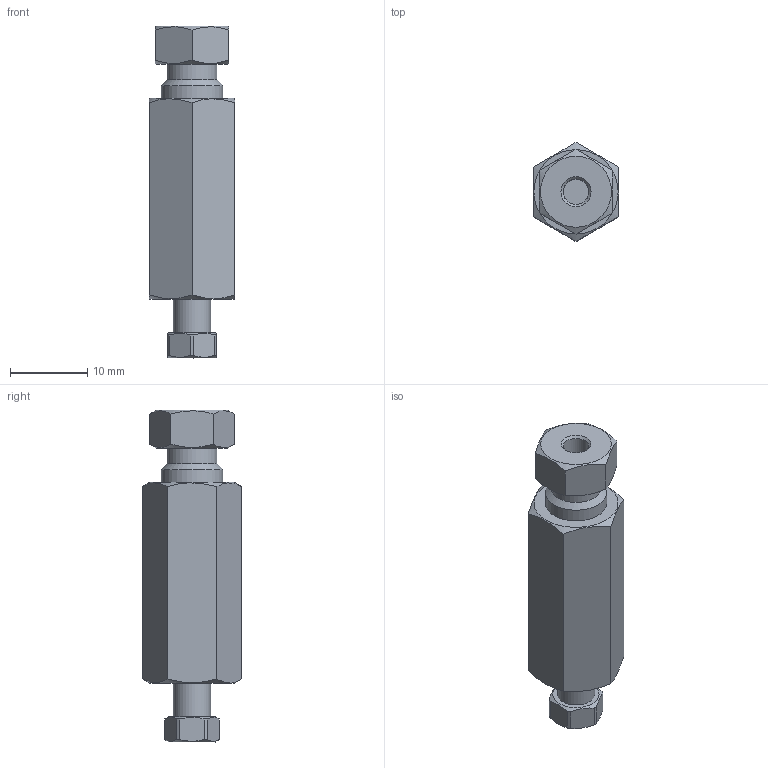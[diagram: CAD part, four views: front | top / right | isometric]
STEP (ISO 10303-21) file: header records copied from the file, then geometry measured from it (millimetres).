
FILE_DESCRIPTION((''),'2;1');
FILE_NAME('305249-CEF211.0 Internal column end fitting.stp','2013-08-21T15:34:38',('Franzp'),(''),'Autodesk Inventor 2013','Autodesk Inventor 2013','');
FILE_SCHEMA(('AUTOMOTIVE_DESIGN { 1 0 10303 214 1 1 1 1 }'));
Length unit declared in the file: millimetre
Products named in the file (1): 305249_Shrinkwrap_1
Bounding box: 11.11 x 12.83 x 43.03 mm (x, y, z)
Surface area: 2056.7 mm2 (no closed solid volume)
Topology: 0 solids, 5 shells, 46 faces, 114 edges, 75 vertices
Faces by surface type: plane 25, cylinder 11, cone 10
Full cylindrical faces by diameter (mm): 1.727 x1, 3.3 x1, 4.826 x1, 6.477 x1, 7.938 x1
Entity records: 1310 total; most frequent: CARTESIAN_POINT 285, DIRECTION 188, ORIENTED_EDGE 181, EDGE_CURVE 95, AXIS2_PLACEMENT_3D 82, VERTEX_POINT 71, EDGE_LOOP 67, FACE_OUTER_BOUND 46
